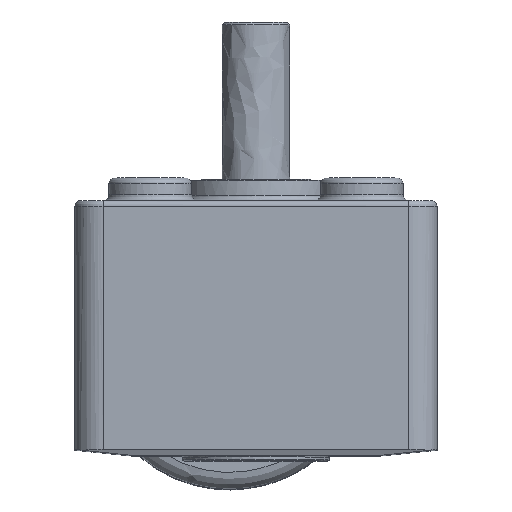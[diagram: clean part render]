
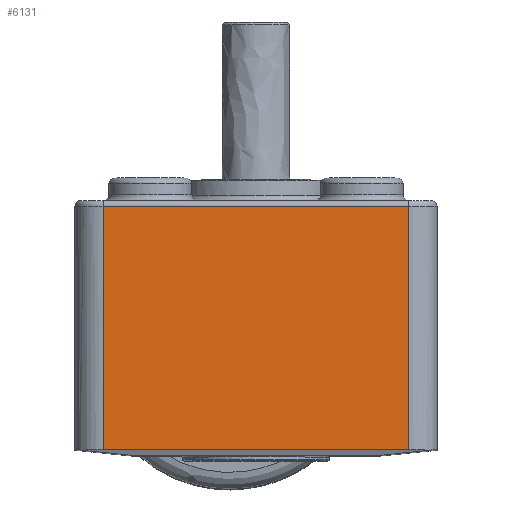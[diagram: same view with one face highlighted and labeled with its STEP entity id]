
A CAD part, top view. The second image highlights one B-rep face of the part: STEP entity #6131.
In plain terms, the highlighted free-form (B-spline) face has degree [1, 1] with [2, 2] control points.
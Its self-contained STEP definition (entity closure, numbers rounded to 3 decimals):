
#5488 = VERTEX_POINT('',#5489);
#5489 = CARTESIAN_POINT('',(-33.47,12.888,
    125.109));
#5525 = VERTEX_POINT('',#5526);
#5526 = CARTESIAN_POINT('',(-33.47,-17.901,
    125.109));
#5532 = EDGE_CURVE('',#5525,#5488,#5533,.T.);
#5533 = B_SPLINE_CURVE_WITH_KNOTS('',1,(#5534,#5535),.UNSPECIFIED.,.F.,
  .F.,(2,2),(-16.375,5.125),.PIECEWISE_BEZIER_KNOTS.);
#5534 = CARTESIAN_POINT('',(-33.47,-17.901,
    125.109));
#5535 = CARTESIAN_POINT('',(-33.47,12.888,
    125.109));
#5820 = VERTEX_POINT('',#5821);
#5821 = CARTESIAN_POINT('',(5.195,12.888,
    125.109));
#5862 = EDGE_CURVE('',#5820,#5863,#5865,.T.);
#5863 = VERTEX_POINT('',#5864);
#5864 = CARTESIAN_POINT('',(5.195,-17.901,
    125.109));
#5865 = B_SPLINE_CURVE_WITH_KNOTS('',1,(#5866,#5867),.UNSPECIFIED.,.F.,
  .F.,(2,2),(-16.375,5.125),.PIECEWISE_BEZIER_KNOTS.);
#5866 = CARTESIAN_POINT('',(5.195,12.888,
    125.109));
#5867 = CARTESIAN_POINT('',(5.195,-17.901,
    125.109));
#6122 = EDGE_CURVE('',#5863,#5525,#6123,.T.);
#6123 = B_SPLINE_CURVE_WITH_KNOTS('',1,(#6124,#6125),.UNSPECIFIED.,.F.,
  .F.,(2,2),(-21.5,5.5),.PIECEWISE_BEZIER_KNOTS.);
#6124 = CARTESIAN_POINT('',(5.195,-17.901,
    125.109));
#6125 = CARTESIAN_POINT('',(-33.47,-17.901,
    125.109));
#6131 = ADVANCED_FACE('',(#6132),#6142,.T.);
#6132 = FACE_BOUND('',#6133,.T.);
#6133 = EDGE_LOOP('',(#6134,#6135,#6136,#6137));
#6134 = ORIENTED_EDGE('',*,*,#5532,.F.);
#6135 = ORIENTED_EDGE('',*,*,#6122,.F.);
#6136 = ORIENTED_EDGE('',*,*,#5862,.F.);
#6137 = ORIENTED_EDGE('',*,*,#6138,.F.);
#6138 = EDGE_CURVE('',#5488,#5820,#6139,.T.);
#6139 = B_SPLINE_CURVE_WITH_KNOTS('',1,(#6140,#6141),.UNSPECIFIED.,.F.,
  .F.,(2,2),(-21.5,5.5),.PIECEWISE_BEZIER_KNOTS.);
#6140 = CARTESIAN_POINT('',(-33.47,12.888,
    125.109));
#6141 = CARTESIAN_POINT('',(5.195,12.888,
    125.109));
#6142 = B_SPLINE_SURFACE_WITH_KNOTS('',1,1,(
    (#6143,#6144)
    ,(#6145,#6146
    )),.UNSPECIFIED.,.F.,.F.,.F.,(2,2),(2,2),(-13.5,13.5),(-10.75,10.75)
  ,.PIECEWISE_BEZIER_KNOTS.);
#6143 = CARTESIAN_POINT('',(-33.47,-17.901,
    125.109));
#6144 = CARTESIAN_POINT('',(-33.47,12.888,
    125.109));
#6145 = CARTESIAN_POINT('',(5.195,-17.901,
    125.109));
#6146 = CARTESIAN_POINT('',(5.195,12.888,
    125.109));
